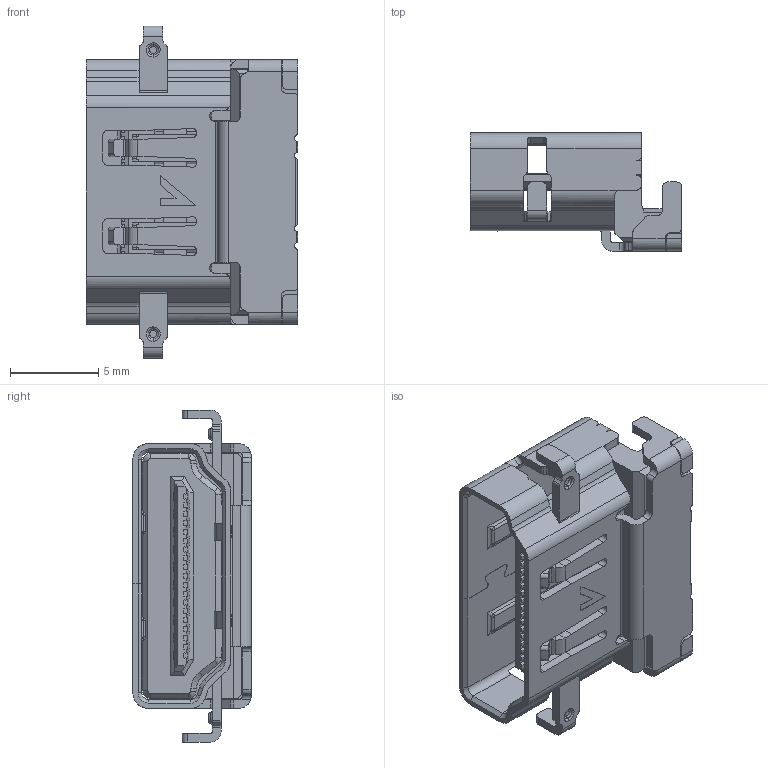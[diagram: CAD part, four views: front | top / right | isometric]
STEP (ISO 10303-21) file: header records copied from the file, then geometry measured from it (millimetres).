
FILE_DESCRIPTION((''),'2;1');
FILE_NAME('S-30280-019XX-XXX_REV-A','2022-02-14T',('t01036'),(''),'PRO/ENGINEER BY PARAMETRIC TECHNOLOGY CORPORATION, 2010160','PRO/ENGINEER BY PARAMETRIC TECHNOLOGY CORPORATION, 2010160','');
FILE_SCHEMA(('CONFIG_CONTROL_DESIGN'));
Length unit declared in the file: millimetre
Products named in the file (1): S-30280-019XX-XXX_REV-A
Bounding box: 12 x 6.7 x 18.8 mm (x, y, z)
Volume: 419.7 mm3; surface area: 1342.9 mm2
Topology: 1 solids, 1 shells, 1498 faces, 4287 edges, 2762 vertices
Faces by surface type: plane 1133, cylinder 299, cone 26, torus 16, sphere 16, bspline 8
Entity records: 48502 total; most frequent: CARTESIAN_POINT 9219, ORIENTED_EDGE 8312, DIRECTION 7885, EDGE_CURVE 4156, VECTOR 3491, LINE 3491, VERTEX_POINT 2646, AXIS2_PLACEMENT_3D 2197
